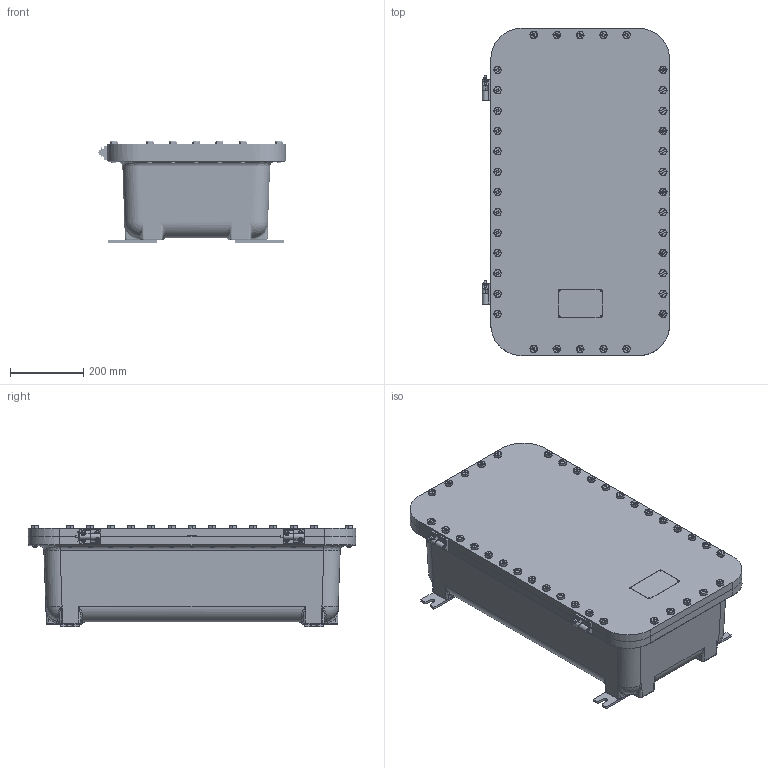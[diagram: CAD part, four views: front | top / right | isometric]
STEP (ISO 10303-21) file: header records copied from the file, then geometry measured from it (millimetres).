
FILE_DESCRIPTION(/* description */ (''),/* implementation_level */ '2;1');
FILE_NAME(/* name */ 'KIL_EXBLTP - 14308 N4.stp',/* time_stamp */ '2020-01-13T16:43:31+05:00',/* author */ ('mashraf'),/* organization */ (''),/* preprocessor_version */ 'ST-DEVELOPER v18',/* originating_system */ 'Autodesk Inventor 2020',/* authorisation */ '');
FILE_SCHEMA (('AUTOMOTIVE_DESIGN { 1 0 10303 214 3 1 1 }'));
Length unit declared in the file: inch
Products named in the file (16): EXBLTP - 14308 N4; 51302ABAM; 51308AAAM; 20859AAAB; 16464BAAB; 0106275B; 16972AAAB; Hinge 11T; 18095; SAE J487a - 1/8 x 3/4    Extended Prong Square Cut Type; Hinge 11B; 18094; 18093; 18147AABB; 0720361B; 14729AAIB-1430
Assembly tree (71 placements, depth 3):
  EXBLTP - 14308 N4
    51302ABAM
    51308AAAM
    20859AAAB
    16464BAAB  x4
    0106275B  x4
    16972AAAB  x8
    Hinge 11T
      18095
      18093
      SAE J487a - 1/8 x 3/4    Extended Prong Square Cut Type
    Hinge 11B
      18094
      18093
    18147AABB  x8
    0720361B  x36
    14729AAIB-1430
Bounding box: 511.91 x 895.35 x 276.75 mm (x, y, z)
Volume: 27584833.1 mm3; surface area: 3097213.6 mm2
Topology: 71 solids, 72 shells, 4103 faces, 10603 edges, 6667 vertices
Faces by surface type: plane 2910, cone 490, cylinder 455, bspline 140, torus 100, sphere 8
Full cylindrical faces by diameter (mm): 0.635 x4, 2.07 x4, 2.502 x4, 2.778 x4, 2.779 x1, 5.613 x8, 6.198 x8, 6.746 x8, 7.798 x18, 8.075 x2, 8.077 x4, 9.286 x8, 10.312 x8, 10.592 x36, 12.418 x8, 12.423 x36, 13.386 x4, 13.494 x36, 19.05 x36
Entity records: 34706 total; most frequent: CARTESIAN_POINT 11642, DIRECTION 4851, ORIENTED_EDGE 4596, EDGE_CURVE 2298, AXIS2_PLACEMENT_3D 1989, VERTEX_POINT 1495, EDGE_LOOP 1071, CIRCLE 966
